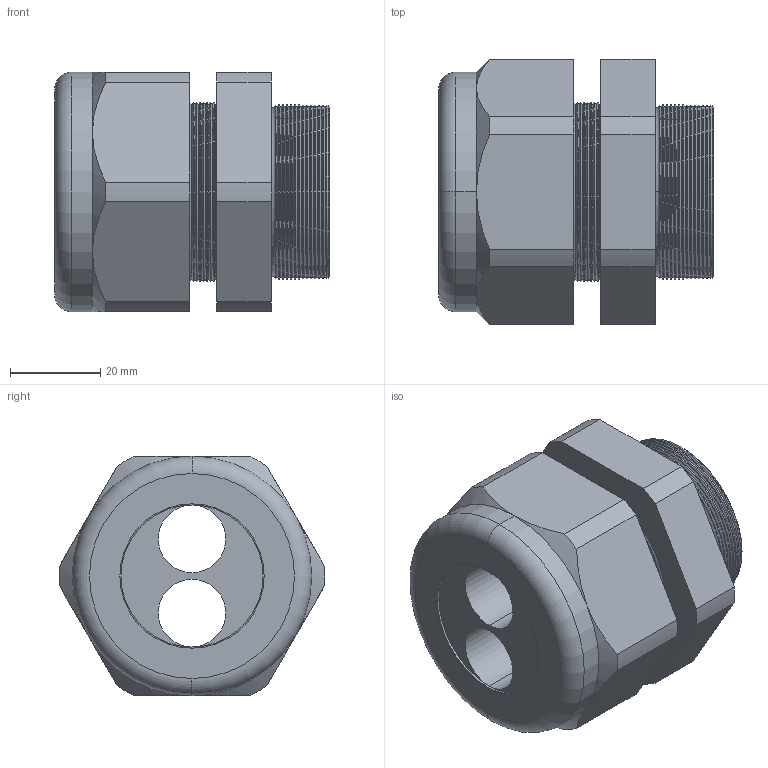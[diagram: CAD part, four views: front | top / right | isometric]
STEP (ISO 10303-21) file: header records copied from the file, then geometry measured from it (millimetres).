
FILE_DESCRIPTION (( 'STEP AP203' ), '1' );
FILE_NAME ('CD40M4-BK.STEP', '2008-11-07T09:12:39', ( 'bay06' ), ( '' ), 'SwSTEP 2.0', 'SolidWorks 2007', '' );
FILE_SCHEMA (( 'CONFIG_CONTROL_DESIGN' ));
Length unit declared in the file: inch
Products named in the file (1): CD40M4-BK
Bounding box: 60.96 x 58.91 x 53.09 mm (x, y, z)
Volume: 77574.1 mm3; surface area: 26352.1 mm2
Topology: 2 solids, 2 shells, 193 faces, 408 edges, 224 vertices
Faces by surface type: cone 142, cylinder 24, plane 21, torus 6
Entity records: 5245 total; most frequent: DIRECTION 990, CARTESIAN_POINT 930, ORIENTED_EDGE 816, EDGE_CURVE 408, AXIS2_PLACEMENT_3D 400, VERTEX_POINT 224, CIRCLE 206, EDGE_LOOP 204
